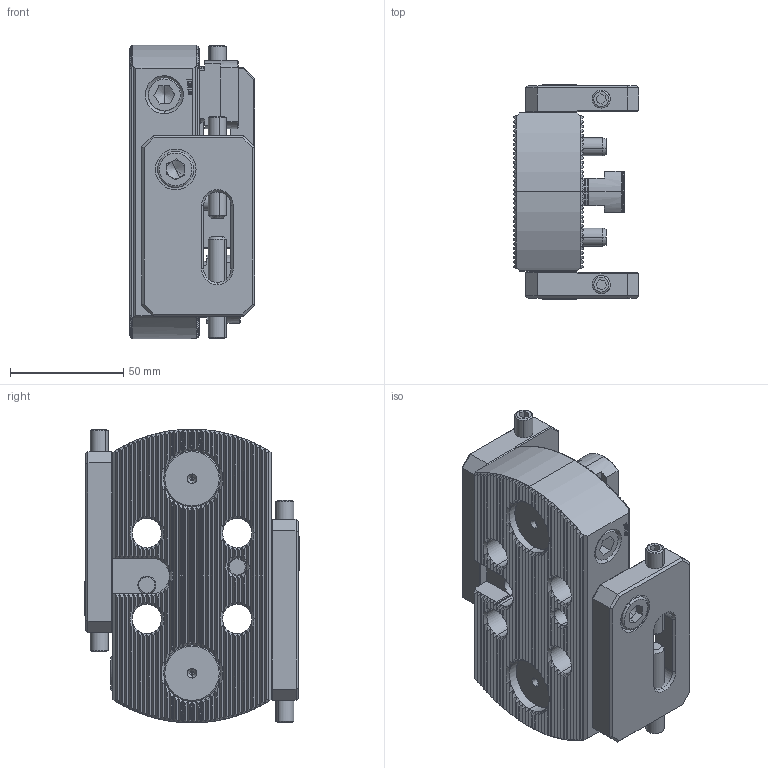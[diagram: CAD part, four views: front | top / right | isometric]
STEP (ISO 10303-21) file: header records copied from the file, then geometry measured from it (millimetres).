
FILE_DESCRIPTION (( 'STEP AP203' ), '1' );
FILE_NAME ('E60.130.130.030.STEP', '2018-03-07T14:09:31', ( 'SWIAdmin' ), ( 'Hewlett-Packard Company' ), 'SwSTEP 2.0', 'SolidWorks 2017', '' );
FILE_SCHEMA (( 'CONFIG_CONTROL_DESIGN' ));
Length unit declared in the file: millimetre
Products named in the file (14): DIN 6912 - M10 x 12; VK1-ER1.001.030_A; ISO 4766 - M6x12_ISO 4766 - M6 x 10; VK1-ER2.001.044_A; VK1-ER7.001.012_mit kurzer Schraube; VK1-ER2.101.010_A; VK1-ER3.001.028_A_PreviewCfg; VK1-ER2.201.010_A_gespannt; VK1-ER2.201.010_A_vorgespannt; VK1-ER7.001.012_B; E60.130.130.030; ISO 8734 - 6 x 12; ISO 4026 - M8 x 45; Ko1-VK1.130.030_C
Assembly tree (21 placements, depth 3):
  E60.130.130.030
    Ko1-VK1.130.030_C
    VK1-ER1.001.030_A  x2
    VK1-ER2.001.044_A  x2
    VK1-ER2.101.010_A  x2
    VK1-ER2.201.010_A_gespannt
    VK1-ER2.201.010_A_vorgespannt
    VK1-ER7.001.012_mit kurzer Schraube  x2
      VK1-ER7.001.012_B
      ISO 8734 - 6 x 12
      ISO 4026 - M8 x 45
      DIN 6912 - M10 x 12
      ISO 4766 - M6x12_ISO 4766 - M6 x 10
    VK1-ER3.001.028_A_PreviewCfg  x2
Bounding box: 55.58 x 95 x 130 mm (x, y, z)
Volume: 319917.4 mm3; surface area: 101240.2 mm2
Topology: 27 solids, 27 shells, 1743 faces, 4787 edges, 3088 vertices
Faces by surface type: plane 968, cylinder 467, cone 212, bspline 68, torus 20, sphere 8
Entity records: 62055 total; most frequent: CARTESIAN_POINT 25581, ORIENTED_EDGE 8234, DIRECTION 5919, EDGE_CURVE 4117, VERTEX_POINT 2695, AXIS2_PLACEMENT_3D 2127, B_SPLINE_CURVE_WITH_KNOTS 1694, VECTOR 1665
